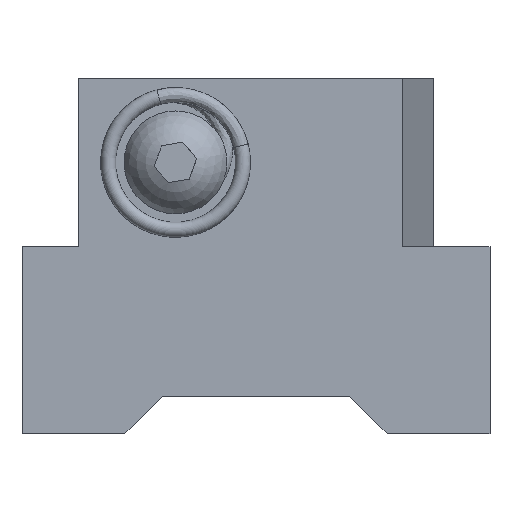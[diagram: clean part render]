
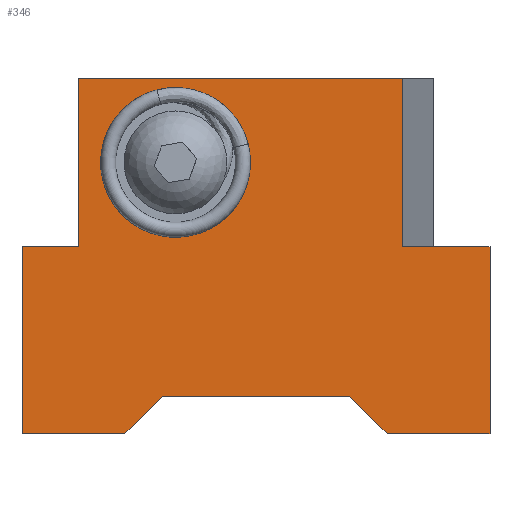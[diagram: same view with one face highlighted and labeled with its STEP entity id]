
A CAD part, front view. The second image highlights one B-rep face of the part: STEP entity #346.
In plain terms, the highlighted planar face has unit normal (0, -1, 0).
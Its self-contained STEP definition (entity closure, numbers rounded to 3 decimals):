
#346 = ADVANCED_FACE( '', ( #768, #769 ), #770, .T. );
#768 = FACE_BOUND( '', #2604, .T. );
#769 = FACE_OUTER_BOUND( '', #2605, .T. );
#770 = PLANE( '', #2606 );
#2604 = EDGE_LOOP( '', ( #3564 ) );
#2605 = EDGE_LOOP( '', ( #3565, #3566, #3567, #3568, #3569, #3570, #3571, #3572, #3573, #3574, #3575, #3576 ) );
#2606 = AXIS2_PLACEMENT_3D( '', #3577, #3578, #3579 );
#3564 = ORIENTED_EDGE( '', *, *, #4315, .F. );
#3565 = ORIENTED_EDGE( '', *, *, #4374, .T. );
#3566 = ORIENTED_EDGE( '', *, *, #4251, .T. );
#3567 = ORIENTED_EDGE( '', *, *, #4375, .F. );
#3568 = ORIENTED_EDGE( '', *, *, #4376, .F. );
#3569 = ORIENTED_EDGE( '', *, *, #4366, .T. );
#3570 = ORIENTED_EDGE( '', *, *, #4377, .T. );
#3571 = ORIENTED_EDGE( '', *, *, #4268, .F. );
#3572 = ORIENTED_EDGE( '', *, *, #4378, .F. );
#3573 = ORIENTED_EDGE( '', *, *, #4379, .F. );
#3574 = ORIENTED_EDGE( '', *, *, #4380, .T. );
#3575 = ORIENTED_EDGE( '', *, *, #4381, .T. );
#3576 = ORIENTED_EDGE( '', *, *, #4382, .F. );
#3577 = CARTESIAN_POINT( '', ( -12.5, -5.1, -10. ) );
#3578 = DIRECTION( '', ( 0., -1., 0. ) );
#3579 = DIRECTION( '', ( 0., 0., -1. ) );
#4251 = EDGE_CURVE( '', #4618, #4619, #4620, .T. );
#4268 = EDGE_CURVE( '', #4647, #4649, #4650, .T. );
#4315 = EDGE_CURVE( '', #4725, #4725, #4726, .T. );
#4366 = EDGE_CURVE( '', #4803, #4804, #4805, .T. );
#4374 = EDGE_CURVE( '', #4817, #4618, #4818, .T. );
#4375 = EDGE_CURVE( '', #4819, #4619, #4820, .T. );
#4376 = EDGE_CURVE( '', #4803, #4819, #4821, .T. );
#4377 = EDGE_CURVE( '', #4804, #4649, #4822, .T. );
#4378 = EDGE_CURVE( '', #4823, #4647, #4824, .T. );
#4379 = EDGE_CURVE( '', #4825, #4823, #4826, .T. );
#4380 = EDGE_CURVE( '', #4825, #4827, #4828, .T. );
#4381 = EDGE_CURVE( '', #4827, #4829, #4830, .T. );
#4382 = EDGE_CURVE( '', #4817, #4829, #4831, .T. );
#4618 = VERTEX_POINT( '', #5137 );
#4619 = VERTEX_POINT( '', #5138 );
#4620 = LINE( '', #5139, #5140 );
#4647 = VERTEX_POINT( '', #5191 );
#4649 = VERTEX_POINT( '', #5194 );
#4650 = LINE( '', #5195, #5196 );
#4725 = VERTEX_POINT( '', #5281 );
#4726 = CIRCLE( '', #5282, 4. );
#4803 = VERTEX_POINT( '', #5398 );
#4804 = VERTEX_POINT( '', #5399 );
#4805 = LINE( '', #5400, #5401 );
#4817 = VERTEX_POINT( '', #5416 );
#4818 = LINE( '', #5417, #5418 );
#4819 = VERTEX_POINT( '', #5419 );
#4820 = LINE( '', #5420, #5421 );
#4821 = LINE( '', #5422, #5423 );
#4822 = LINE( '', #5424, #5425 );
#4823 = VERTEX_POINT( '', #5426 );
#4824 = LINE( '', #5427, #5428 );
#4825 = VERTEX_POINT( '', #5429 );
#4826 = LINE( '', #5430, #5431 );
#4827 = VERTEX_POINT( '', #5432 );
#4828 = LINE( '', #5433, #5434 );
#4829 = VERTEX_POINT( '', #5435 );
#4830 = LINE( '', #5436, #5437 );
#4831 = LINE( '', #5438, #5439 );
#5137 = CARTESIAN_POINT( '', ( 7.839, -5.1, 9. ) );
#5138 = CARTESIAN_POINT( '', ( -9.5, -5.1, 9. ) );
#5139 = CARTESIAN_POINT( '', ( 12.5, -5.1, 9. ) );
#5140 = VECTOR( '', #5750, 1000. );
#5191 = CARTESIAN_POINT( '', ( -5., -5.1, -8. ) );
#5194 = CARTESIAN_POINT( '', ( -7., -5.1, -10. ) );
#5195 = CARTESIAN_POINT( '', ( -7., -5.1, -10. ) );
#5196 = VECTOR( '', #5765, 1000. );
#5281 = CARTESIAN_POINT( '', ( -0.3, -5.1, 4.5 ) );
#5282 = AXIS2_PLACEMENT_3D( '', #5842, #5843, #5844 );
#5398 = CARTESIAN_POINT( '', ( -12.5, -5.1, 0. ) );
#5399 = CARTESIAN_POINT( '', ( -12.5, -5.1, -10. ) );
#5400 = CARTESIAN_POINT( '', ( -12.5, -5.1, 9. ) );
#5401 = VECTOR( '', #5920, 1000. );
#5416 = CARTESIAN_POINT( '', ( 7.839, -5.1, 0. ) );
#5417 = CARTESIAN_POINT( '', ( 7.839, -5.1, 0. ) );
#5418 = VECTOR( '', #5930, 1000. );
#5419 = CARTESIAN_POINT( '', ( -9.5, -5.1, 0. ) );
#5420 = CARTESIAN_POINT( '', ( -9.5, -5.1, 0. ) );
#5421 = VECTOR( '', #5931, 1000. );
#5422 = CARTESIAN_POINT( '', ( -12.5, -5.1, 0. ) );
#5423 = VECTOR( '', #5932, 1000. );
#5424 = CARTESIAN_POINT( '', ( -12.5, -5.1, -10. ) );
#5425 = VECTOR( '', #5933, 1000. );
#5426 = CARTESIAN_POINT( '', ( 5., -5.1, -8. ) );
#5427 = CARTESIAN_POINT( '', ( -5., -5.1, -8. ) );
#5428 = VECTOR( '', #5934, 1000. );
#5429 = CARTESIAN_POINT( '', ( 7., -5.1, -10. ) );
#5430 = CARTESIAN_POINT( '', ( 7., -5.1, -10. ) );
#5431 = VECTOR( '', #5935, 1000. );
#5432 = CARTESIAN_POINT( '', ( 12.5, -5.1, -10. ) );
#5433 = CARTESIAN_POINT( '', ( -12.5, -5.1, -10. ) );
#5434 = VECTOR( '', #5936, 1000. );
#5435 = CARTESIAN_POINT( '', ( 12.5, -5.1, 0. ) );
#5436 = CARTESIAN_POINT( '', ( 12.5, -5.1, -10. ) );
#5437 = VECTOR( '', #5937, 1000. );
#5438 = CARTESIAN_POINT( '', ( 9.5, -5.1, 0. ) );
#5439 = VECTOR( '', #5938, 1000. );
#5750 = DIRECTION( '', ( -1., 0., 0. ) );
#5765 = DIRECTION( '', ( -0.707, 0., -0.707 ) );
#5842 = CARTESIAN_POINT( '', ( -4.3, -5.1, 4.5 ) );
#5843 = DIRECTION( '', ( 0., -1., 0. ) );
#5844 = DIRECTION( '', ( 1., 0., 0. ) );
#5920 = DIRECTION( '', ( 0., 0., -1. ) );
#5930 = DIRECTION( '', ( 0., 0., 1. ) );
#5931 = DIRECTION( '', ( 0., 0., 1. ) );
#5932 = DIRECTION( '', ( 1., 0., 0. ) );
#5933 = DIRECTION( '', ( 1., 0., 0. ) );
#5934 = DIRECTION( '', ( -1., 0., 0. ) );
#5935 = DIRECTION( '', ( -0.707, 0., 0.707 ) );
#5936 = DIRECTION( '', ( 1., 0., 0. ) );
#5937 = DIRECTION( '', ( 0., 0., 1. ) );
#5938 = DIRECTION( '', ( 1., 0., 0. ) );
